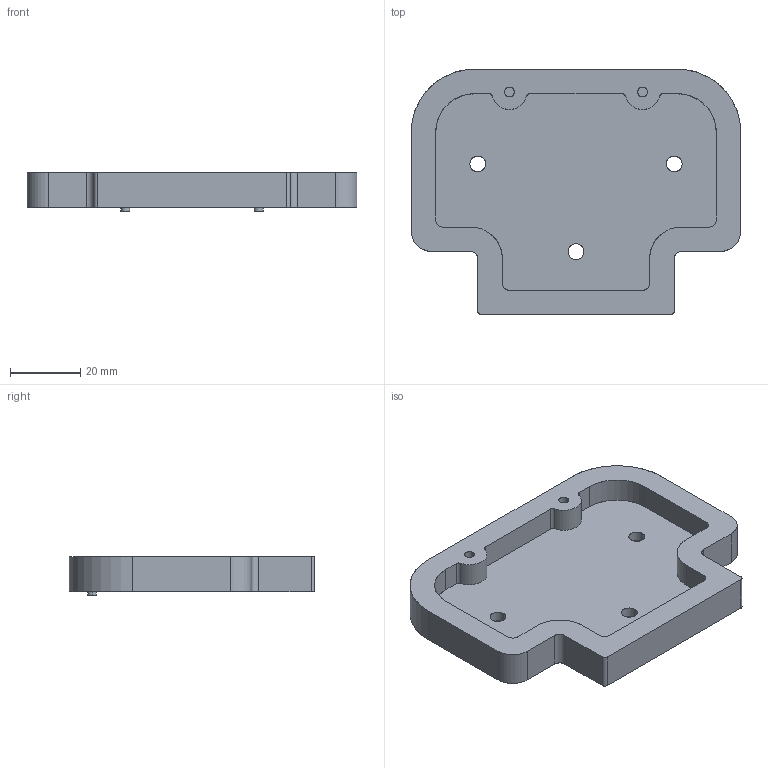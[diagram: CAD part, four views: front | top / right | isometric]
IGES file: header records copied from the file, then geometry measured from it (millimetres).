
Start section: SolidWorks IGES file using analytic representation for surfaces
Global section: file name: sone3D.IGS; native system: SolidWorks 2014; preprocessor: SolidWorks 2014; author: 0960ts; date: 170926.100518; units: millimetre
Bounding box: 94 x 70 x 11 mm (x, y, z)
Surface area: 16452.6 mm2 (no closed solid volume)
Topology: 0 solids, 0 shells, 61 faces, 1084 edges, 1084 vertices
Faces by surface type: revolution 36, bspline 25
